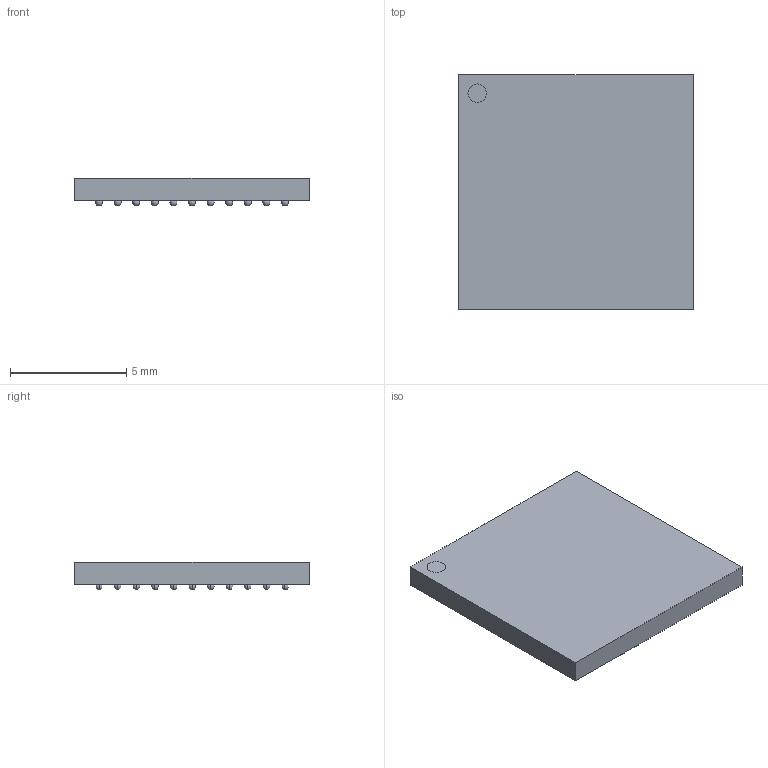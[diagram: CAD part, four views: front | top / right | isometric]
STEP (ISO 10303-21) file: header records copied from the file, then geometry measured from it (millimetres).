
FILE_DESCRIPTION((''),'2;1');
FILE_NAME('BGA121C80P11X11_1000X1000X120.stp','2012-04-12T12:23:58',(''),(''),'Mechanical Desktop 2011','Mechanical Desktop 2011',', , ');
FILE_SCHEMA(('AUTOMOTIVE_DESIGN { 1 2 10303 214 1 1 1 1 }'));
Length unit declared in the file: millimetre
Products named in the file (1): Product
Bounding box: 10.1 x 10.1 x 1.2 mm (x, y, z)
Volume: 98.5 mm3; surface area: 277.2 mm2
Topology: 123 solids, 123 shells, 376 faces, 871 edges, 500 vertices
Faces by surface type: sphere 242, bspline 127, cylinder 4, plane 3
Entity records: 9459 total; most frequent: CARTESIAN_POINT 1887, DIRECTION 1742, ORIENTED_EDGE 1258, AXIS2_PLACEMENT_3D 863, EDGE_CURVE 629, CIRCLE 613, VERTEX_POINT 500, EDGE_LOOP 377
